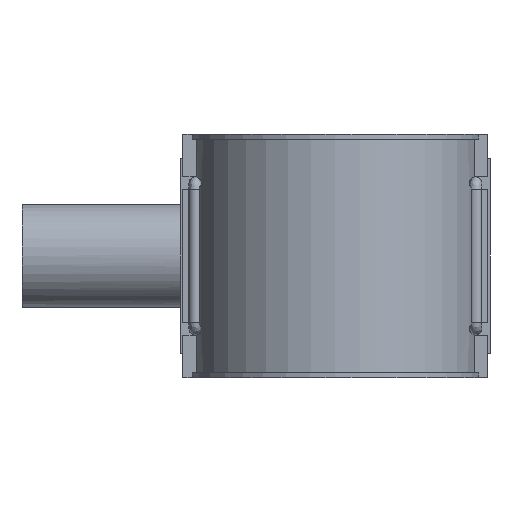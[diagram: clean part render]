
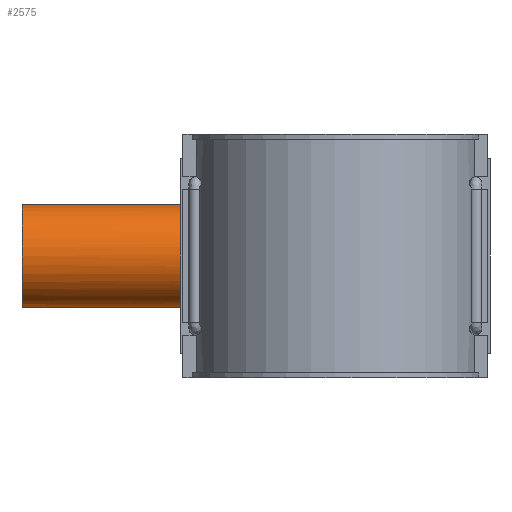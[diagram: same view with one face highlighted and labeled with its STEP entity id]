
A CAD part, front view. The second image highlights one B-rep face of the part: STEP entity #2575.
In plain terms, the highlighted cylindrical face has radius 25 mm (diameter 50 mm), a full revolution.
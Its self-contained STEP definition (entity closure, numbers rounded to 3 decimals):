
#76=FACE_BOUND('',#555,.T.);
#122=B_SPLINE_CURVE_WITH_KNOTS('',3,(#5064,#5065,#5066,#5067,#5068,#5069,
#5070,#5071,#5072,#5073,#5074,#5075,#5076,#5077,#5078,#5079,#5080,#5081,
#5082,#5083,#5084,#5085,#5086,#5087,#5088,#5089,#5090,#5091,#5092,#5093,
#5094,#5095,#5096,#5097,#5098,#5099,#5100,#5101,#5102,#5103,#5104,#5105,
#5106,#5107,#5108,#5109,#5110,#5111,#5112,#5113,#5114,#5115,#5116,#5117,
#5118,#5119,#5120,#5121,#5122,#5123,#5124,#5125,#5126,#5127,#5128,#5129),
 .UNSPECIFIED.,.T.,.F.,(4,2,2,2,2,2,2,2,2,2,2,2,2,2,2,2,2,2,2,2,2,2,2,2,
2,2,2,2,2,2,2,2,4),(0.,0.505,1.01,1.515,
2.02,2.514,3.007,3.501,3.995,
4.488,4.982,5.476,5.969,6.474,
6.98,7.485,7.99,8.495,9.,
9.505,10.01,10.503,10.997,11.491,
11.984,12.478,12.972,13.465,13.959,
14.464,14.969,15.474,15.979),
 .UNSPECIFIED.);
#360=FACE_OUTER_BOUND('',#554,.T.);
#554=EDGE_LOOP('',(#2356));
#555=EDGE_LOOP('',(#2357));
#1092=CIRCLE('',#2806,25.);
#1329=VERTEX_POINT('',#5061);
#1330=VERTEX_POINT('',#5063);
#1675=EDGE_CURVE('',#1329,#1329,#1092,.T.);
#1676=EDGE_CURVE('',#1330,#1330,#122,.T.);
#2356=ORIENTED_EDGE('',*,*,#1675,.T.);
#2357=ORIENTED_EDGE('',*,*,#1676,.F.);
#2425=CYLINDRICAL_SURFACE('',#2805,25.);
#2575=ADVANCED_FACE('',(#360,#76),#2425,.T.);
#2805=AXIS2_PLACEMENT_3D('',#5060,#3474,#3475);
#2806=AXIS2_PLACEMENT_3D('',#5062,#3476,#3477);
#3474=DIRECTION('center_axis',(1.,0.,0.));
#3475=DIRECTION('ref_axis',(0.,1.,0.));
#3476=DIRECTION('center_axis',(1.,0.,0.));
#3477=DIRECTION('ref_axis',(0.,0.,-1.));
#5060=CARTESIAN_POINT('Origin',(-76.,106.,0.));
#5061=CARTESIAN_POINT('',(-152.,131.,0.));
#5062=CARTESIAN_POINT('Origin',(-152.,106.,0.));
#5063=CARTESIAN_POINT('',(-21.449,106.,-25.));
#5064=CARTESIAN_POINT('Ctrl Pts',(-21.449,106.,-25.));
#5065=CARTESIAN_POINT('Ctrl Pts',(-21.449,107.683,-25.));
#5066=CARTESIAN_POINT('Ctrl Pts',(-21.653,109.37,-24.828));
#5067=CARTESIAN_POINT('Ctrl Pts',(-22.4,112.652,-24.157));
#5068=CARTESIAN_POINT('Ctrl Pts',(-22.939,114.249,-23.657));
#5069=CARTESIAN_POINT('Ctrl Pts',(-24.194,117.279,-22.372));
#5070=CARTESIAN_POINT('Ctrl Pts',(-24.91,118.715,-21.585));
#5071=CARTESIAN_POINT('Ctrl Pts',(-26.365,121.372,-19.781));
#5072=CARTESIAN_POINT('Ctrl Pts',(-27.104,122.592,-18.763));
#5073=CARTESIAN_POINT('Ctrl Pts',(-28.47,124.739,-16.616));
#5074=CARTESIAN_POINT('Ctrl Pts',(-29.15,125.751,-15.411));
#5075=CARTESIAN_POINT('Ctrl Pts',(-30.406,127.561,-12.755));
#5076=CARTESIAN_POINT('Ctrl Pts',(-30.981,128.36,-11.305));
#5077=CARTESIAN_POINT('Ctrl Pts',(-31.933,129.661,-8.241));
#5078=CARTESIAN_POINT('Ctrl Pts',(-32.31,130.165,-6.623));
#5079=CARTESIAN_POINT('Ctrl Pts',(-32.814,130.835,-3.325));
#5080=CARTESIAN_POINT('Ctrl Pts',(-32.94,131.,-1.646));
#5081=CARTESIAN_POINT('Ctrl Pts',(-32.94,131.,1.646));
#5082=CARTESIAN_POINT('Ctrl Pts',(-32.814,130.835,3.325));
#5083=CARTESIAN_POINT('Ctrl Pts',(-32.31,130.165,6.623));
#5084=CARTESIAN_POINT('Ctrl Pts',(-31.933,129.661,8.241));
#5085=CARTESIAN_POINT('Ctrl Pts',(-30.981,128.36,11.305));
#5086=CARTESIAN_POINT('Ctrl Pts',(-30.406,127.561,12.755));
#5087=CARTESIAN_POINT('Ctrl Pts',(-29.15,125.751,15.411));
#5088=CARTESIAN_POINT('Ctrl Pts',(-28.47,124.739,16.616));
#5089=CARTESIAN_POINT('Ctrl Pts',(-27.104,122.592,18.763));
#5090=CARTESIAN_POINT('Ctrl Pts',(-26.365,121.372,19.781));
#5091=CARTESIAN_POINT('Ctrl Pts',(-24.91,118.715,21.585));
#5092=CARTESIAN_POINT('Ctrl Pts',(-24.194,117.279,22.372));
#5093=CARTESIAN_POINT('Ctrl Pts',(-22.939,114.249,23.657));
#5094=CARTESIAN_POINT('Ctrl Pts',(-22.4,112.652,24.157));
#5095=CARTESIAN_POINT('Ctrl Pts',(-21.653,109.37,24.828));
#5096=CARTESIAN_POINT('Ctrl Pts',(-21.449,107.683,25.));
#5097=CARTESIAN_POINT('Ctrl Pts',(-21.449,104.317,25.));
#5098=CARTESIAN_POINT('Ctrl Pts',(-21.653,102.63,24.828));
#5099=CARTESIAN_POINT('Ctrl Pts',(-22.4,99.348,24.157));
#5100=CARTESIAN_POINT('Ctrl Pts',(-22.939,97.751,23.657));
#5101=CARTESIAN_POINT('Ctrl Pts',(-24.194,94.721,22.372));
#5102=CARTESIAN_POINT('Ctrl Pts',(-24.91,93.285,21.585));
#5103=CARTESIAN_POINT('Ctrl Pts',(-26.365,90.628,19.781));
#5104=CARTESIAN_POINT('Ctrl Pts',(-27.104,89.408,18.763));
#5105=CARTESIAN_POINT('Ctrl Pts',(-28.47,87.261,16.616));
#5106=CARTESIAN_POINT('Ctrl Pts',(-29.15,86.249,15.411));
#5107=CARTESIAN_POINT('Ctrl Pts',(-30.406,84.439,12.755));
#5108=CARTESIAN_POINT('Ctrl Pts',(-30.981,83.64,11.305));
#5109=CARTESIAN_POINT('Ctrl Pts',(-31.933,82.339,8.241));
#5110=CARTESIAN_POINT('Ctrl Pts',(-32.31,81.835,6.623));
#5111=CARTESIAN_POINT('Ctrl Pts',(-32.814,81.165,3.325));
#5112=CARTESIAN_POINT('Ctrl Pts',(-32.94,81.,1.646));
#5113=CARTESIAN_POINT('Ctrl Pts',(-32.94,81.,-1.646));
#5114=CARTESIAN_POINT('Ctrl Pts',(-32.814,81.165,-3.325));
#5115=CARTESIAN_POINT('Ctrl Pts',(-32.31,81.835,-6.623));
#5116=CARTESIAN_POINT('Ctrl Pts',(-31.933,82.339,-8.241));
#5117=CARTESIAN_POINT('Ctrl Pts',(-30.981,83.64,-11.305));
#5118=CARTESIAN_POINT('Ctrl Pts',(-30.406,84.439,-12.755));
#5119=CARTESIAN_POINT('Ctrl Pts',(-29.15,86.249,-15.411));
#5120=CARTESIAN_POINT('Ctrl Pts',(-28.47,87.261,-16.616));
#5121=CARTESIAN_POINT('Ctrl Pts',(-27.104,89.408,-18.763));
#5122=CARTESIAN_POINT('Ctrl Pts',(-26.365,90.628,-19.781));
#5123=CARTESIAN_POINT('Ctrl Pts',(-24.91,93.285,-21.585));
#5124=CARTESIAN_POINT('Ctrl Pts',(-24.194,94.721,-22.372));
#5125=CARTESIAN_POINT('Ctrl Pts',(-22.939,97.751,-23.657));
#5126=CARTESIAN_POINT('Ctrl Pts',(-22.4,99.348,-24.157));
#5127=CARTESIAN_POINT('Ctrl Pts',(-21.653,102.63,-24.828));
#5128=CARTESIAN_POINT('Ctrl Pts',(-21.449,104.317,-25.));
#5129=CARTESIAN_POINT('Ctrl Pts',(-21.449,106.,-25.));
